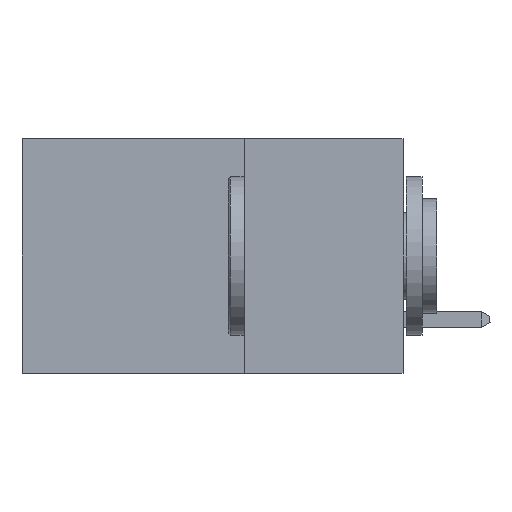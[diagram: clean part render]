
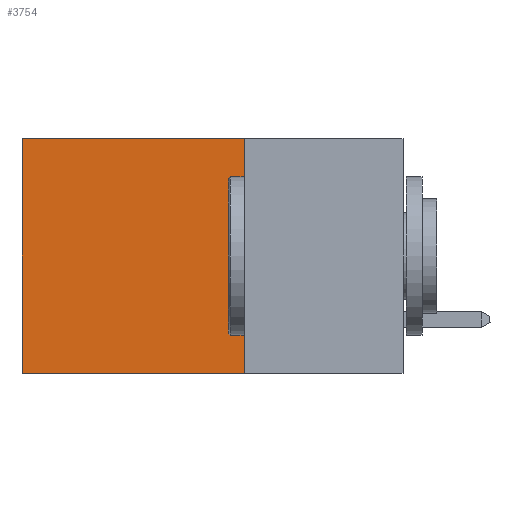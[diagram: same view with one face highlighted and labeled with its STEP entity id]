
A CAD part, left-side view. The second image highlights one B-rep face of the part: STEP entity #3754.
In plain terms, the highlighted planar face has unit normal (-1, 0, 0).
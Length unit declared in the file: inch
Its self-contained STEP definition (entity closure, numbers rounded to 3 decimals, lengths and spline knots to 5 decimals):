
#545 = VECTOR ( 'NONE', #6352, 39.37008 ) ;
#632 = DIRECTION ( 'NONE',  ( 0., 0., -1. ) ) ;
#1009 = VERTEX_POINT ( 'NONE', #8141 ) ;
#1867 = ORIENTED_EDGE ( 'NONE', *, *, #6100, .T. ) ;
#2216 = EDGE_CURVE ( 'NONE', #16087, #11047, #3377, .T. ) ;
#2588 = DIRECTION ( 'NONE',  ( 0., 0., -1. ) ) ;
#2589 = LINE ( 'NONE', #7544, #4143 ) ;
#2699 = LINE ( 'NONE', #4506, #10763 ) ;
#3300 = VERTEX_POINT ( 'NONE', #16069 ) ;
#3377 = LINE ( 'NONE', #17602, #545 ) ;
#3569 = EDGE_CURVE ( 'NONE', #11047, #3300, #2699, .T. ) ;
#3754 = ADVANCED_FACE ( 'NONE', ( #14472 ), #9598, .F. ) ;
#3806 = ORIENTED_EDGE ( 'NONE', *, *, #2216, .F. ) ;
#3932 = CARTESIAN_POINT ( 'NONE',  ( 0.2875, 0.25, 0. ) ) ;
#4086 = VECTOR ( 'NONE', #6510, 39.37008 ) ;
#4143 = VECTOR ( 'NONE', #632, 39.37008 ) ;
#4506 = CARTESIAN_POINT ( 'NONE',  ( 0.2875, 0.25, -0.37 ) ) ;
#4775 = EDGE_CURVE ( 'NONE', #1009, #3300, #2589, .T. ) ;
#5682 = ORIENTED_EDGE ( 'NONE', *, *, #3569, .F. ) ;
#6100 = EDGE_CURVE ( 'NONE', #16087, #1009, #13202, .T. ) ;
#6352 = DIRECTION ( 'NONE',  ( 0., 0., -1. ) ) ;
#6510 = DIRECTION ( 'NONE',  ( 0., 1., 0. ) ) ;
#6600 = AXIS2_PLACEMENT_3D ( 'NONE', #9471, #8192, #2588 ) ;
#7544 = CARTESIAN_POINT ( 'NONE',  ( 0.2875, 0.6, 0. ) ) ;
#8141 = CARTESIAN_POINT ( 'NONE',  ( 0.2875, 0.6, 0. ) ) ;
#8192 = DIRECTION ( 'NONE',  ( 1., 0., 0. ) ) ;
#8890 = EDGE_LOOP ( 'NONE', ( #12455, #5682, #3806, #1867 ) ) ;
#9471 = CARTESIAN_POINT ( 'NONE',  ( 0.2875, 0.25, 0. ) ) ;
#9598 = PLANE ( 'NONE',  #6600 ) ;
#10763 = VECTOR ( 'NONE', #14272, 39.37008 ) ;
#10869 = CARTESIAN_POINT ( 'NONE',  ( 0.2875, 0.25, 0. ) ) ;
#11047 = VERTEX_POINT ( 'NONE', #12719 ) ;
#12455 = ORIENTED_EDGE ( 'NONE', *, *, #4775, .T. ) ;
#12719 = CARTESIAN_POINT ( 'NONE',  ( 0.2875, 0.25, -0.37 ) ) ;
#13202 = LINE ( 'NONE', #3932, #4086 ) ;
#14272 = DIRECTION ( 'NONE',  ( 0., 1., 0. ) ) ;
#14472 = FACE_OUTER_BOUND ( 'NONE', #8890, .T. ) ;
#16069 = CARTESIAN_POINT ( 'NONE',  ( 0.2875, 0.6, -0.37 ) ) ;
#16087 = VERTEX_POINT ( 'NONE', #10869 ) ;
#17602 = CARTESIAN_POINT ( 'NONE',  ( 0.2875, 0.25, 0. ) ) ;
